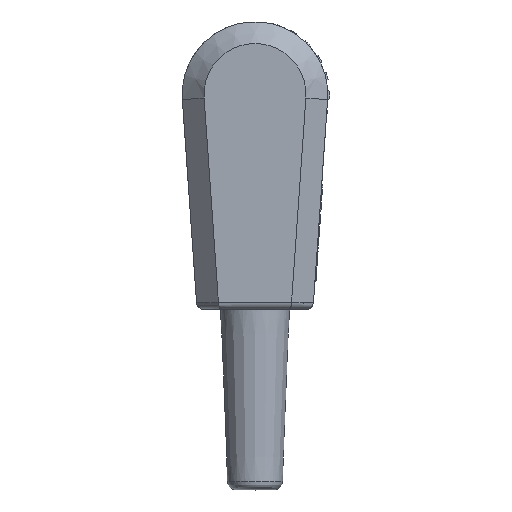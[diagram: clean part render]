
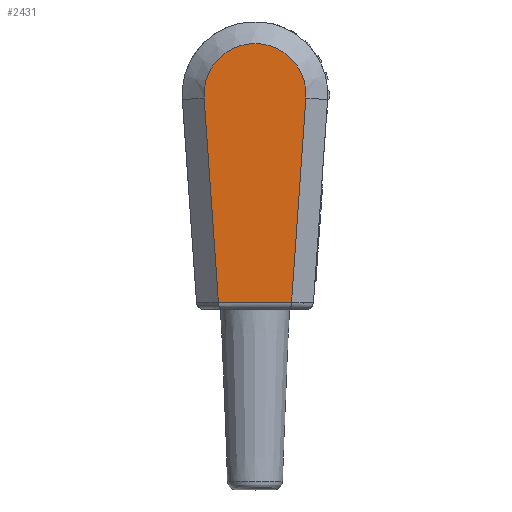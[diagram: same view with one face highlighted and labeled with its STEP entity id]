
A CAD part, top view. The second image highlights one B-rep face of the part: STEP entity #2431.
In plain terms, the highlighted planar face has unit normal (0, 0, 1).
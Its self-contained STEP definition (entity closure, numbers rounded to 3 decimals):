
#1958=CIRCLE('',#11006,7.);
#2431=ADVANCED_FACE('4-0-6',(#3243),#2914,.T.);
#2914=PLANE('',#11007);
#3243=FACE_OUTER_BOUND('',#3751,.T.);
#3751=EDGE_LOOP('',(#5094,#5095,#5096,#5097));
#5094=ORIENTED_EDGE('',*,*,#8456,.T.);
#5095=ORIENTED_EDGE('',*,*,#8457,.T.);
#5096=ORIENTED_EDGE('',*,*,#8458,.T.);
#5097=ORIENTED_EDGE('',*,*,#8459,.T.);
#7438=VERTEX_POINT('',#15292);
#7439=VERTEX_POINT('',#15293);
#7440=VERTEX_POINT('',#15295);
#7441=VERTEX_POINT('',#15297);
#8456=EDGE_CURVE('',#7438,#7439,#9709,.T.);
#8457=EDGE_CURVE('',#7439,#7440,#9710,.T.);
#8458=EDGE_CURVE('',#7440,#7441,#1958,.T.);
#8459=EDGE_CURVE('',#7441,#7438,#9711,.T.);
#9709=LINE('',#15291,#10396);
#9710=LINE('',#15294,#10397);
#9711=LINE('',#15298,#10398);
#10396=VECTOR('',#12429,1.);
#10397=VECTOR('',#12430,1.);
#10398=VECTOR('',#12433,1.);
#11006=AXIS2_PLACEMENT_3D('',#15296,#12431,#12432);
#11007=AXIS2_PLACEMENT_3D('',#15299,#12434,#12435);
#12429=DIRECTION('',(1.,0.,0.));
#12430=DIRECTION('',(0.07,0.998,0.));
#12431=DIRECTION('',(0.,0.,1.));
#12432=DIRECTION('',(0.998,-0.07,0.));
#12433=DIRECTION('',(0.07,-0.998,0.));
#12434=DIRECTION('',(0.,0.,1.));
#12435=DIRECTION('',(1.,0.,0.));
#15291=CARTESIAN_POINT('',(-5.024,-6.35,17.925));
#15292=CARTESIAN_POINT('',(-5.024,-6.35,17.925));
#15293=CARTESIAN_POINT('',(5.024,-6.35,17.925));
#15294=CARTESIAN_POINT('',(5.024,-6.35,17.925));
#15295=CARTESIAN_POINT('',(6.983,21.662,17.925));
#15296=CARTESIAN_POINT('',(0.,22.15,17.925));
#15297=CARTESIAN_POINT('',(-6.983,21.662,17.925));
#15298=CARTESIAN_POINT('',(-6.983,21.662,17.925));
#15299=CARTESIAN_POINT('',(-7.853,-9.325,17.925));
